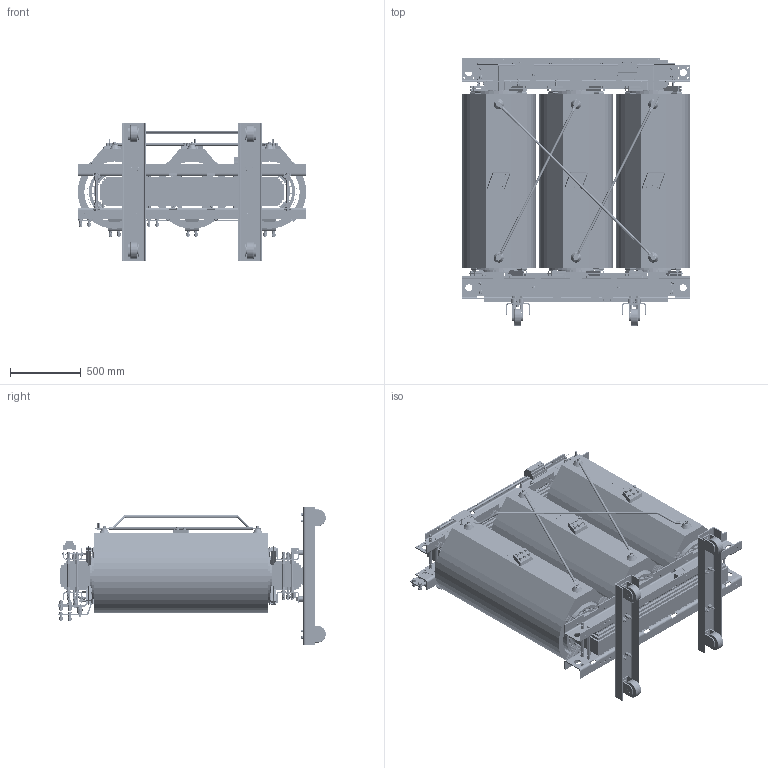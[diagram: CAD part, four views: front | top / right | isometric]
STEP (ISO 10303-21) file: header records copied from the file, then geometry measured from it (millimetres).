
FILE_DESCRIPTION (( 'STEP AP214' ), '1' );
FILE_NAME ('ﾒﾋﾑ-1250 ﾄ.Y (ﾀ).STEP', '2023-06-08T10:08:17', ( '' ), ( '' ), 'SwSTEP 2.0', 'SolidWorks 2010', '' );
FILE_SCHEMA (( 'AUTOMOTIVE_DESIGN' ));
Length unit declared in the file: millimetre
Products named in the file (1): ﾒﾋﾑ-1250 ﾄ.Y (ﾀ)
Bounding box: 1610 x 1884.41 x 970 mm (x, y, z)
Surface area: 68159241.5 mm2 (no closed solid volume)
Topology: 0 solids, 1354 shells, 6544 faces, 39321 edges, 33430 vertices
Faces by surface type: plane 3905, cylinder 1976, cone 599, torus 34, bspline 24, sphere 6
Entity records: 468877 total; most frequent: CARTESIAN_POINT 107395, DIRECTION 56657, ORIENTED_EDGE 48709, EDGE_CURVE 39319, VERTEX_POINT 33430, LINE 28731, VECTOR 28731, AXIS2_PLACEMENT_3D 13963
